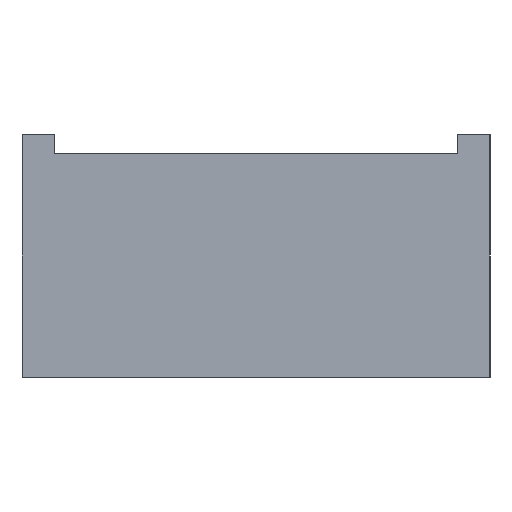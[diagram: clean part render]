
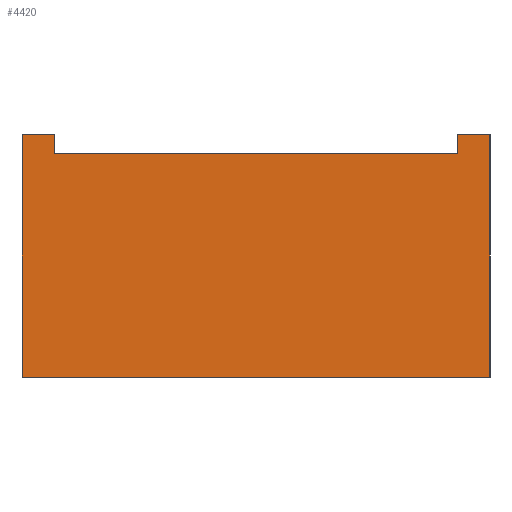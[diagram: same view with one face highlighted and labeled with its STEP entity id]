
A CAD part, left-side view. The second image highlights one B-rep face of the part: STEP entity #4420.
In plain terms, the highlighted planar face has unit normal (-1, 0, 0).
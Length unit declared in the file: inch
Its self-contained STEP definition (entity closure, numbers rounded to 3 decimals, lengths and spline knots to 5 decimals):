
#336=DIRECTION('',(0.,-1.,0.));
#337=VECTOR('',#336,0.377);
#338=CARTESIAN_POINT('',(-0.155,0.1885,0.));
#339=LINE('',#338,#337);
#412=DIRECTION('',(0.,-1.,0.));
#413=VECTOR('',#412,0.026);
#414=CARTESIAN_POINT('',(-0.155,-0.1625,0.195));
#415=LINE('',#414,#413);
#444=DIRECTION('',(0.,-1.,0.));
#445=VECTOR('',#444,0.026);
#446=CARTESIAN_POINT('',(-0.155,0.1885,0.195));
#447=LINE('',#446,#445);
#1330=DIRECTION('',(0.,-1.,0.));
#1331=VECTOR('',#1330,0.325);
#1332=CARTESIAN_POINT('',(-0.155,0.1625,0.18));
#1333=LINE('',#1332,#1331);
#1334=DIRECTION('',(0.,0.,-1.));
#1335=VECTOR('',#1334,0.015);
#1336=CARTESIAN_POINT('',(-0.155,-0.1625,0.195));
#1337=LINE('',#1336,#1335);
#1338=DIRECTION('',(0.,0.,1.));
#1339=VECTOR('',#1338,0.195);
#1340=CARTESIAN_POINT('',(-0.155,0.1885,0.));
#1341=LINE('',#1340,#1339);
#1342=DIRECTION('',(0.,0.,-1.));
#1343=VECTOR('',#1342,0.015);
#1344=CARTESIAN_POINT('',(-0.155,0.1625,0.195));
#1345=LINE('',#1344,#1343);
#1358=DIRECTION('',(0.,0.,1.));
#1359=VECTOR('',#1358,0.195);
#1360=CARTESIAN_POINT('',(-0.155,-0.1885,0.));
#1361=LINE('',#1360,#1359);
#2000=CARTESIAN_POINT('',(-0.155,0.1885,0.));
#2001=CARTESIAN_POINT('',(-0.155,-0.1885,0.));
#2002=VERTEX_POINT('',#2000);
#2003=VERTEX_POINT('',#2001);
#2008=CARTESIAN_POINT('',(-0.155,0.1885,0.195));
#2009=VERTEX_POINT('',#2008);
#2010=CARTESIAN_POINT('',(-0.155,-0.1885,0.195));
#2011=VERTEX_POINT('',#2010);
#2022=CARTESIAN_POINT('',(-0.155,-0.1625,0.195));
#2024=VERTEX_POINT('',#2022);
#2034=CARTESIAN_POINT('',(-0.155,0.1625,0.18));
#2035=CARTESIAN_POINT('',(-0.155,-0.1625,0.18));
#2036=VERTEX_POINT('',#2034);
#2037=VERTEX_POINT('',#2035);
#2038=CARTESIAN_POINT('',(-0.155,0.1625,0.195));
#2039=VERTEX_POINT('',#2038);
#4402=CARTESIAN_POINT('',(-0.155,0.1885,0.));
#4403=DIRECTION('',(-1.,0.,0.));
#4404=DIRECTION('',(0.,-1.,0.));
#4405=AXIS2_PLACEMENT_3D('',#4402,#4403,#4404);
#4406=PLANE('',#4405);
#4407=ORIENTED_EDGE('',*,*,#3314,.T.);
#4409=ORIENTED_EDGE('',*,*,#4408,.F.);
#4410=ORIENTED_EDGE('',*,*,#3225,.T.);
#4412=ORIENTED_EDGE('',*,*,#4411,.F.);
#4413=ORIENTED_EDGE('',*,*,#3129,.F.);
#4414=ORIENTED_EDGE('',*,*,#4393,.T.);
#4415=ORIENTED_EDGE('',*,*,#3256,.T.);
#4417=ORIENTED_EDGE('',*,*,#4416,.T.);
#4418=EDGE_LOOP('',(#4407,#4409,#4410,#4412,#4413,#4414,#4415,#4417));
#4419=FACE_OUTER_BOUND('',#4418,.F.);
#4420=ADVANCED_FACE('',(#4419),#4406,.T.);
#3129=EDGE_CURVE('',#2002,#2003,#339,.T.);
#3225=EDGE_CURVE('',#2024,#2011,#415,.T.);
#3256=EDGE_CURVE('',#2009,#2039,#447,.T.);
#3314=EDGE_CURVE('',#2036,#2037,#1333,.T.);
#4393=EDGE_CURVE('',#2002,#2009,#1341,.T.);
#4408=EDGE_CURVE('',#2024,#2037,#1337,.T.);
#4411=EDGE_CURVE('',#2003,#2011,#1361,.T.);
#4416=EDGE_CURVE('',#2039,#2036,#1345,.T.);
